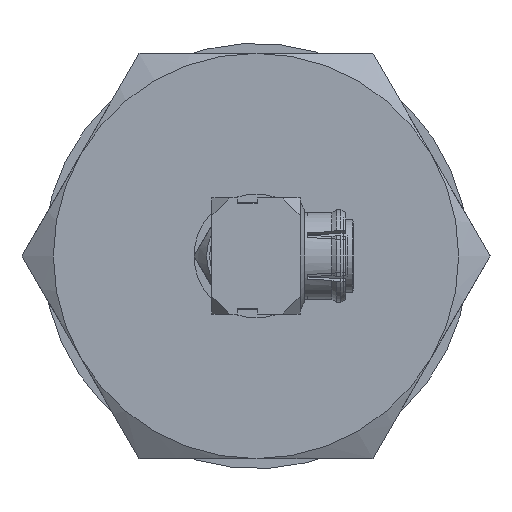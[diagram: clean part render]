
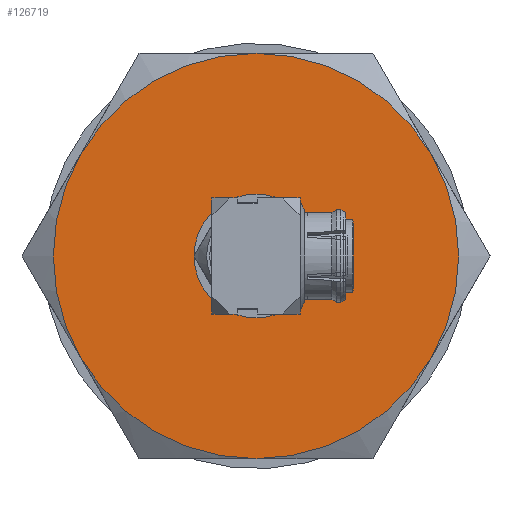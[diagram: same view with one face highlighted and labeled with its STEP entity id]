
A CAD part, left-side view. The second image highlights one B-rep face of the part: STEP entity #126719.
In plain terms, the highlighted face is planar.
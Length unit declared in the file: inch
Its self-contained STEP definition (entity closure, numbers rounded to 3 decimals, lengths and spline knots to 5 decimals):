
#1396 = CIRCLE ( 'NONE', #65079, 0.34375 ) ;
#3898 = VERTEX_POINT ( 'NONE', #45578 ) ;
#7057 = DIRECTION ( 'NONE',  ( 0., 0., -1. ) ) ;
#8372 = CARTESIAN_POINT ( 'NONE',  ( 0.838, 0., 0. ) ) ;
#8639 = CARTESIAN_POINT ( 'NONE',  ( 0.838, 0.17187, 0.2977 ) ) ;
#12704 = VERTEX_POINT ( 'NONE', #87761 ) ;
#15758 = EDGE_CURVE ( 'NONE', #44730, #159241, #1396, .T. ) ;
#16866 = EDGE_LOOP ( 'NONE', ( #82917 ) ) ;
#17326 = CARTESIAN_POINT ( 'NONE',  ( 0.838, 0., 0. ) ) ;
#22411 = AXIS2_PLACEMENT_3D ( 'NONE', #8372, #83434, #117604 ) ;
#23084 = CARTESIAN_POINT ( 'NONE',  ( 0.838, -0.34375, 0. ) ) ;
#25941 = CIRCLE ( 'NONE', #22411, 0.34375 ) ;
#26057 = CIRCLE ( 'NONE', #101124, 0.07013 ) ;
#28902 = VERTEX_POINT ( 'NONE', #23084 ) ;
#30130 = DIRECTION ( 'NONE',  ( 0., 0., 1. ) ) ;
#34005 = DIRECTION ( 'NONE',  ( 0., 0., 1. ) ) ;
#34105 = FACE_BOUND ( 'NONE', #16866, .T. ) ;
#37302 = DIRECTION ( 'NONE',  ( 1., 0., 0. ) ) ;
#37874 = DIRECTION ( 'NONE',  ( -1., 0., 0. ) ) ;
#38554 = CARTESIAN_POINT ( 'NONE',  ( 0.838, -0.17187, 0.2977 ) ) ;
#41359 = AXIS2_PLACEMENT_3D ( 'NONE', #113603, #191037, #30130 ) ;
#43694 = EDGE_CURVE ( 'NONE', #199555, #142308, #67861, .T. ) ;
#44730 = VERTEX_POINT ( 'NONE', #38554 ) ;
#45578 = CARTESIAN_POINT ( 'NONE',  ( 0.838, -0.17188, -0.2977 ) ) ;
#52595 = DIRECTION ( 'NONE',  ( 0., 0., -1. ) ) ;
#53032 = AXIS2_PLACEMENT_3D ( 'NONE', #225308, #205377, #81944 ) ;
#53926 = CARTESIAN_POINT ( 'NONE',  ( 0.838, 0., 0. ) ) ;
#55468 = CARTESIAN_POINT ( 'NONE',  ( 0.838, 0., 0. ) ) ;
#65079 = AXIS2_PLACEMENT_3D ( 'NONE', #55468, #37874, #217520 ) ;
#67861 = CIRCLE ( 'NONE', #154060, 0.34375 ) ;
#76334 = CARTESIAN_POINT ( 'NONE',  ( 0.838, 0.34375, 0. ) ) ;
#79151 = ORIENTED_EDGE ( 'NONE', *, *, #129094, .F. ) ;
#81944 = DIRECTION ( 'NONE',  ( 0., 0., 1. ) ) ;
#82917 = ORIENTED_EDGE ( 'NONE', *, *, #90883, .F. ) ;
#83434 = DIRECTION ( 'NONE',  ( -1., 0., 0. ) ) ;
#87761 = CARTESIAN_POINT ( 'NONE',  ( 0.838, 0., -0.07013 ) ) ;
#90883 = EDGE_CURVE ( 'NONE', #12704, #12704, #26057, .T. ) ;
#93040 = ORIENTED_EDGE ( 'NONE', *, *, #43694, .T. ) ;
#101124 = AXIS2_PLACEMENT_3D ( 'NONE', #17326, #37302, #52595 ) ;
#111591 = ORIENTED_EDGE ( 'NONE', *, *, #15758, .F. ) ;
#111631 = CARTESIAN_POINT ( 'NONE',  ( 0.838, 0., 0. ) ) ;
#113603 = CARTESIAN_POINT ( 'NONE',  ( 0.838, 0., 0. ) ) ;
#117604 = DIRECTION ( 'NONE',  ( 0., 0., 1. ) ) ;
#118859 = ORIENTED_EDGE ( 'NONE', *, *, #196046, .F. ) ;
#120310 = AXIS2_PLACEMENT_3D ( 'NONE', #53926, #194907, #34005 ) ;
#122223 = PLANE ( 'NONE',  #180151 ) ;
#124066 = CIRCLE ( 'NONE', #41359, 0.34375 ) ;
#126719 = ADVANCED_FACE ( 'NONE', ( #34105, #211450 ), #122223, .F. ) ;
#129094 = EDGE_CURVE ( 'NONE', #199555, #3898, #172605, .T. ) ;
#135864 = EDGE_CURVE ( 'NONE', #28902, #44730, #150428, .T. ) ;
#140989 = DIRECTION ( 'NONE',  ( -1., 0., 0. ) ) ;
#142308 = VERTEX_POINT ( 'NONE', #76334 ) ;
#150428 = CIRCLE ( 'NONE', #53032, 0.34375 ) ;
#154060 = AXIS2_PLACEMENT_3D ( 'NONE', #111631, #165700, #7057 ) ;
#159241 = VERTEX_POINT ( 'NONE', #8639 ) ;
#161043 = EDGE_LOOP ( 'NONE', ( #201778, #111591, #178614, #118859, #79151, #93040 ) ) ;
#165700 = DIRECTION ( 'NONE',  ( 1., 0., 0. ) ) ;
#172605 = CIRCLE ( 'NONE', #120310, 0.34375 ) ;
#178614 = ORIENTED_EDGE ( 'NONE', *, *, #135864, .F. ) ;
#180151 = AXIS2_PLACEMENT_3D ( 'NONE', #193843, #140989, #212584 ) ;
#189698 = EDGE_CURVE ( 'NONE', #159241, #142308, #25941, .T. ) ;
#191037 = DIRECTION ( 'NONE',  ( -1., 0., 0. ) ) ;
#193843 = CARTESIAN_POINT ( 'NONE',  ( 0.838, 0.39034, 0. ) ) ;
#194907 = DIRECTION ( 'NONE',  ( -1., 0., 0. ) ) ;
#196046 = EDGE_CURVE ( 'NONE', #3898, #28902, #124066, .T. ) ;
#199555 = VERTEX_POINT ( 'NONE', #206997 ) ;
#201778 = ORIENTED_EDGE ( 'NONE', *, *, #189698, .F. ) ;
#205377 = DIRECTION ( 'NONE',  ( -1., 0., 0. ) ) ;
#206997 = CARTESIAN_POINT ( 'NONE',  ( 0.838, 0.17188, -0.2977 ) ) ;
#211450 = FACE_OUTER_BOUND ( 'NONE', #161043, .T. ) ;
#212584 = DIRECTION ( 'NONE',  ( 0., 0., 1. ) ) ;
#217520 = DIRECTION ( 'NONE',  ( 0., 0., 1. ) ) ;
#225308 = CARTESIAN_POINT ( 'NONE',  ( 0.838, 0., 0. ) ) ;
